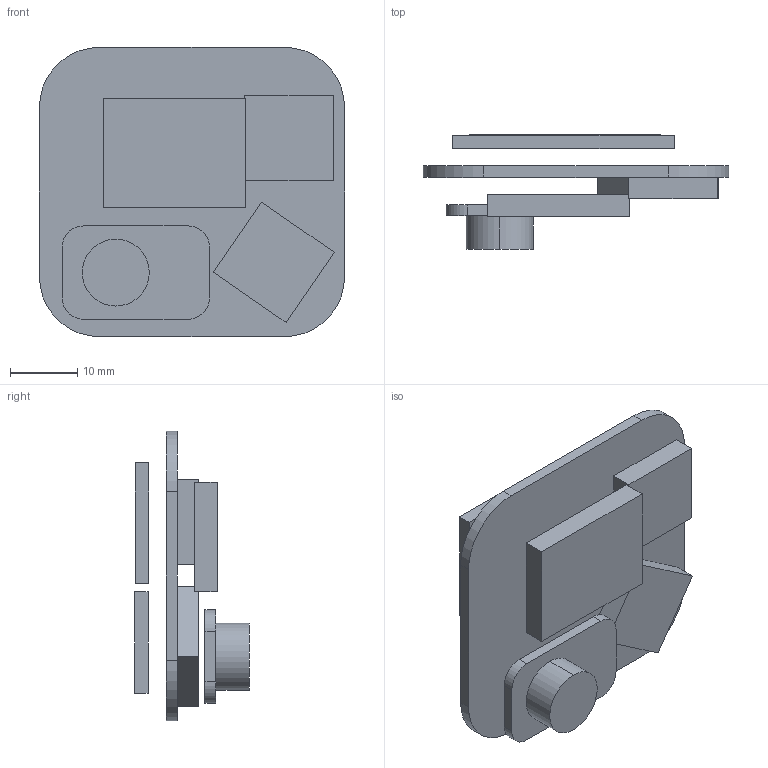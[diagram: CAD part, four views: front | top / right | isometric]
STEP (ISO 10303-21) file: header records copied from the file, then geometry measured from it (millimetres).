
FILE_DESCRIPTION((''),'2;1');
FILE_NAME('PCBNEW_ASM','2018-07-18T13:35:58',('Ivan'),(''),'CREO PARAMETRIC BY PTC INC, 2017260','CREO PARAMETRIC BY PTC INC, 2017260','');
FILE_SCHEMA(('CONFIG_CONTROL_DESIGN'));
Length unit declared in the file: millimetre
Products named in the file (7): INNERPARTS; MAX4466; GY521; NRF24L01; ARDUINO-PRO-MINI; BATTERYHOLDER; PCBNEW_ASM
Assembly tree (7 placements, depth 2):
  PCBNEW_ASM
    INNERPARTS
    MAX4466
    GY521
    NRF24L01
    ARDUINO-PRO-MINI
    BATTERYHOLDER  x2
Bounding box: 45.54 x 17.11 x 43.16 mm (x, y, z)
Volume: 8338.7 mm3; surface area: 9303.8 mm2
Topology: 7 solids, 7 shells, 53 faces, 114 edges, 76 vertices
Faces by surface type: plane 43, cylinder 10
Entity records: 1454 total; most frequent: DIRECTION 244, CARTESIAN_POINT 231, ORIENTED_EDGE 204, EDGE_CURVE 102, VECTOR 82, LINE 82, AXIS2_PLACEMENT_3D 81, VERTEX_POINT 68
